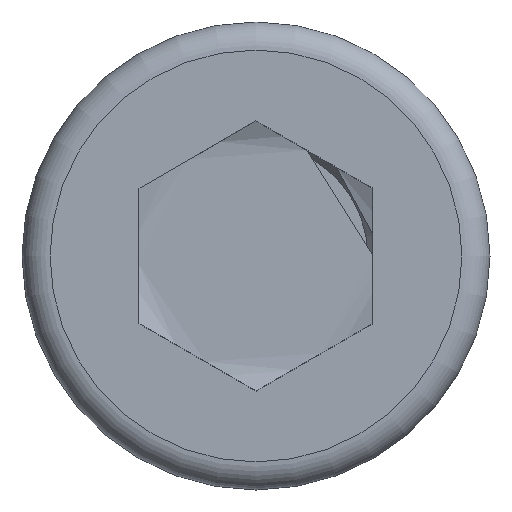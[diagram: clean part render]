
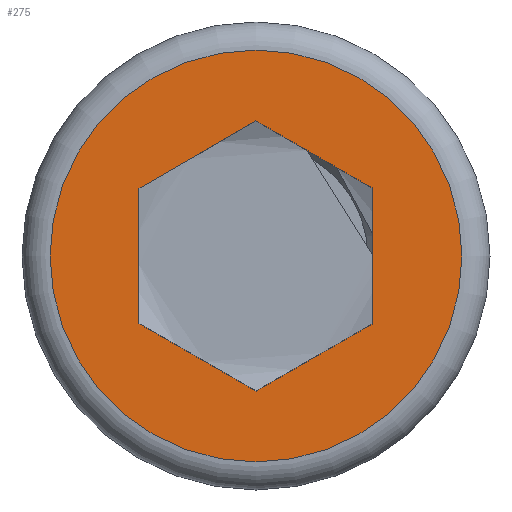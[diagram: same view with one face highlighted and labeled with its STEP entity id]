
A CAD part, left-side view. The second image highlights one B-rep face of the part: STEP entity #275.
In plain terms, the highlighted planar face has unit normal (-1, 0, 0).
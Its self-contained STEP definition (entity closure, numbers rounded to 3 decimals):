
#25=FACE_BOUND('',#92,.T.);
#28=PLANE('',#327);
#37=LINE('',#462,#53);
#38=LINE('',#464,#54);
#39=LINE('',#466,#55);
#40=LINE('',#468,#56);
#41=LINE('',#470,#57);
#42=LINE('',#471,#58);
#53=VECTOR('',#388,10.);
#54=VECTOR('',#389,10.);
#55=VECTOR('',#390,10.);
#56=VECTOR('',#391,10.);
#57=VECTOR('',#392,10.);
#58=VECTOR('',#393,10.);
#75=FACE_OUTER_BOUND('',#91,.T.);
#91=EDGE_LOOP('',(#218,#219));
#92=EDGE_LOOP('',(#220,#221,#222,#223,#224,#225));
#115=CIRCLE('',#324,4.4);
#116=CIRCLE('',#325,4.4);
#131=VERTEX_POINT('',#453);
#132=VERTEX_POINT('',#455);
#133=VERTEX_POINT('',#460);
#134=VERTEX_POINT('',#461);
#135=VERTEX_POINT('',#463);
#136=VERTEX_POINT('',#465);
#137=VERTEX_POINT('',#467);
#138=VERTEX_POINT('',#469);
#163=EDGE_CURVE('',#131,#132,#115,.T.);
#164=EDGE_CURVE('',#132,#131,#116,.T.);
#166=EDGE_CURVE('',#133,#134,#37,.T.);
#167=EDGE_CURVE('',#134,#135,#38,.T.);
#168=EDGE_CURVE('',#135,#136,#39,.T.);
#169=EDGE_CURVE('',#136,#137,#40,.T.);
#170=EDGE_CURVE('',#137,#138,#41,.T.);
#171=EDGE_CURVE('',#138,#133,#42,.T.);
#218=ORIENTED_EDGE('',*,*,#164,.F.);
#219=ORIENTED_EDGE('',*,*,#163,.F.);
#220=ORIENTED_EDGE('',*,*,#166,.T.);
#221=ORIENTED_EDGE('',*,*,#167,.T.);
#222=ORIENTED_EDGE('',*,*,#168,.T.);
#223=ORIENTED_EDGE('',*,*,#169,.T.);
#224=ORIENTED_EDGE('',*,*,#170,.T.);
#225=ORIENTED_EDGE('',*,*,#171,.T.);
#275=ADVANCED_FACE('',(#75,#25),#28,.T.);
#324=AXIS2_PLACEMENT_3D('',#456,#380,#381);
#325=AXIS2_PLACEMENT_3D('',#457,#382,#383);
#327=AXIS2_PLACEMENT_3D('',#459,#386,#387);
#380=DIRECTION('center_axis',(1.,0.,0.));
#381=DIRECTION('ref_axis',(0.,-1.,0.));
#382=DIRECTION('center_axis',(1.,0.,0.));
#383=DIRECTION('ref_axis',(0.,-1.,0.));
#386=DIRECTION('center_axis',(-1.,0.,0.));
#387=DIRECTION('ref_axis',(0.,0.,1.));
#388=DIRECTION('',(0.,0.,1.));
#389=DIRECTION('',(0.,-0.866,0.5));
#390=DIRECTION('',(0.,-0.866,-0.5));
#391=DIRECTION('',(0.,0.,-1.));
#392=DIRECTION('',(0.,0.866,-0.5));
#393=DIRECTION('',(0.,0.866,0.5));
#453=CARTESIAN_POINT('',(-4.,0.,4.4));
#455=CARTESIAN_POINT('',(-4.,4.4,0.));
#456=CARTESIAN_POINT('Origin',(-4.,0.,
0.));
#457=CARTESIAN_POINT('Origin',(-4.,0.,
0.));
#459=CARTESIAN_POINT('Origin',(-4.,3.943,0.));
#460=CARTESIAN_POINT('',(-4.,2.5,-1.443));
#461=CARTESIAN_POINT('',(-4.,2.5,1.443));
#462=CARTESIAN_POINT('',(-4.,2.5,0.722));
#463=CARTESIAN_POINT('',(-4.,0.,2.887));
#464=CARTESIAN_POINT('',(-4.,0.625,2.526));
#465=CARTESIAN_POINT('',(-4.,-2.5,1.443));
#466=CARTESIAN_POINT('',(-4.,-1.875,1.804));
#467=CARTESIAN_POINT('',(-4.,-2.5,-1.443));
#468=CARTESIAN_POINT('',(-4.,-2.5,-0.722));
#469=CARTESIAN_POINT('',(-4.,0.,-2.887));
#470=CARTESIAN_POINT('',(-4.,-0.625,-2.526));
#471=CARTESIAN_POINT('',(-4.,1.875,-1.804));
